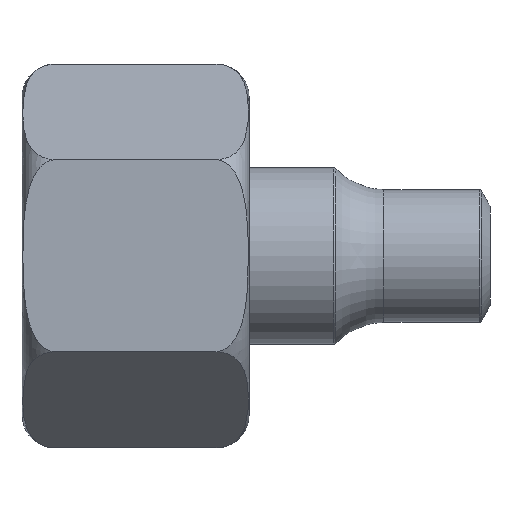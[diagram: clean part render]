
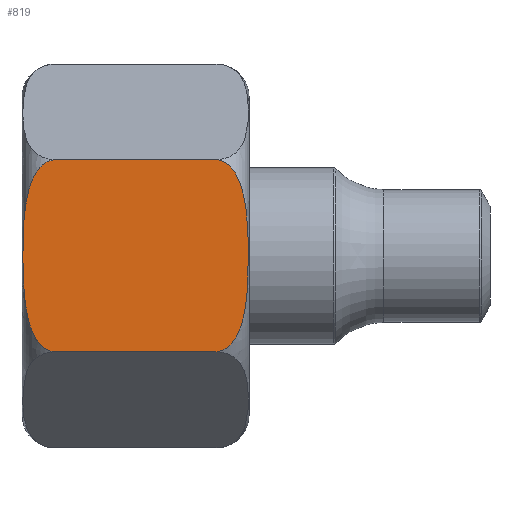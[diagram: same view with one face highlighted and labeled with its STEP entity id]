
A CAD part, top view. The second image highlights one B-rep face of the part: STEP entity #819.
In plain terms, the highlighted planar face has unit normal (0, 0, 1).
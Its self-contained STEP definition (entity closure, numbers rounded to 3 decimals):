
#479=FACE_OUTER_BOUND('',#1074,.T.);
#546=LINE('',#2774,#559);
#547=LINE('',#2779,#560);
#559=VECTOR('',#2280,1.);
#560=VECTOR('',#2285,1.);
#612=B_SPLINE_CURVE_WITH_KNOTS('',3,(#2834,#2835,#2836,#2837,#2838,#2839,
#2840,#2841,#2842,#2843,#2844,#2845,#2846,#2847,#2848,#2849,#2850,#2851),
 .UNSPECIFIED.,.F.,.F.,(4,2,2,2,2,2,2,2,4),(0.,0.062,0.125,
0.25,0.5,0.75,0.875,0.938,1.),.UNSPECIFIED.);
#618=B_SPLINE_CURVE_WITH_KNOTS('',3,(#2935,#2936,#2937,#2938,#2939,#2940,
#2941,#2942,#2943,#2944,#2945,#2946,#2947,#2948,#2949,#2950,#2951,#2952),
 .UNSPECIFIED.,.F.,.F.,(4,2,2,2,2,2,2,2,4),(0.,0.063,0.125,0.25,0.5,0.75,
0.875,0.938,1.),.UNSPECIFIED.);
#763=PLANE('',#2112);
#819=ADVANCED_FACE('',(#479),#763,.T.);
#1074=EDGE_LOOP('',(#1314,#1315,#1316,#1317));
#1314=ORIENTED_EDGE('',*,*,#1837,.T.);
#1315=ORIENTED_EDGE('',*,*,#1846,.T.);
#1316=ORIENTED_EDGE('',*,*,#1839,.T.);
#1317=ORIENTED_EDGE('',*,*,#1856,.T.);
#1673=VERTEX_POINT('',#2768);
#1676=VERTEX_POINT('',#2773);
#1678=VERTEX_POINT('',#2778);
#1679=VERTEX_POINT('',#2780);
#1837=EDGE_CURVE('',#1673,#1676,#546,.T.);
#1839=EDGE_CURVE('',#1679,#1678,#547,.T.);
#1846=EDGE_CURVE('',#1676,#1679,#612,.T.);
#1856=EDGE_CURVE('',#1678,#1673,#618,.T.);
#2112=AXIS2_PLACEMENT_3D('',#3001,#2331,#2332);
#2280=DIRECTION('',(-1.,0.,0.));
#2285=DIRECTION('',(1.,0.,0.));
#2331=DIRECTION('',(0.,0.,1.));
#2332=DIRECTION('',(1.,0.,0.));
#2768=CARTESIAN_POINT('',(17.5,8.652,15.005));
#2773=CARTESIAN_POINT('',(3.,8.652,15.005));
#2774=CARTESIAN_POINT('',(0.,8.652,15.005));
#2778=CARTESIAN_POINT('',(17.5,-8.652,15.005));
#2779=CARTESIAN_POINT('',(0.,-8.652,15.005));
#2780=CARTESIAN_POINT('',(3.,-8.652,15.005));
#2834=CARTESIAN_POINT('',(3.,8.652,15.005));
#2835=CARTESIAN_POINT('',(2.588,8.652,15.005));
#2836=CARTESIAN_POINT('',(2.187,8.469,15.005));
#2837=CARTESIAN_POINT('',(1.556,7.935,15.005));
#2838=CARTESIAN_POINT('',(1.314,7.595,15.005));
#2839=CARTESIAN_POINT('',(0.725,6.503,15.005));
#2840=CARTESIAN_POINT('',(0.52,5.701,15.005));
#2841=CARTESIAN_POINT('',(0.101,3.28,15.005));
#2842=CARTESIAN_POINT('',(0.079,1.647,15.005));
#2843=CARTESIAN_POINT('',(0.079,-1.623,15.005));
#2844=CARTESIAN_POINT('',(0.101,-3.26,15.005));
#2845=CARTESIAN_POINT('',(0.515,-5.677,15.005));
#2846=CARTESIAN_POINT('',(0.722,-6.495,15.005));
#2847=CARTESIAN_POINT('',(1.31,-7.589,15.005));
#2848=CARTESIAN_POINT('',(1.551,-7.929,15.005));
#2849=CARTESIAN_POINT('',(2.185,-8.468,15.005));
#2850=CARTESIAN_POINT('',(2.584,-8.652,15.005));
#2851=CARTESIAN_POINT('',(3.,-8.652,15.005));
#2935=CARTESIAN_POINT('',(17.5,-8.652,15.005));
#2936=CARTESIAN_POINT('',(17.912,-8.652,15.005));
#2937=CARTESIAN_POINT('',(18.313,-8.469,15.005));
#2938=CARTESIAN_POINT('',(18.944,-7.935,15.005));
#2939=CARTESIAN_POINT('',(19.186,-7.595,15.005));
#2940=CARTESIAN_POINT('',(19.775,-6.503,15.005));
#2941=CARTESIAN_POINT('',(19.98,-5.701,15.005));
#2942=CARTESIAN_POINT('',(20.399,-3.28,15.005));
#2943=CARTESIAN_POINT('',(20.421,-1.647,15.005));
#2944=CARTESIAN_POINT('',(20.421,1.623,15.005));
#2945=CARTESIAN_POINT('',(20.399,3.26,15.005));
#2946=CARTESIAN_POINT('',(19.985,5.677,15.005));
#2947=CARTESIAN_POINT('',(19.778,6.495,15.005));
#2948=CARTESIAN_POINT('',(19.19,7.589,15.005));
#2949=CARTESIAN_POINT('',(18.949,7.929,15.005));
#2950=CARTESIAN_POINT('',(18.315,8.468,15.005));
#2951=CARTESIAN_POINT('',(17.916,8.652,15.005));
#2952=CARTESIAN_POINT('',(17.5,8.652,15.005));
#3001=CARTESIAN_POINT('',(22.55,-8.663,15.005));
